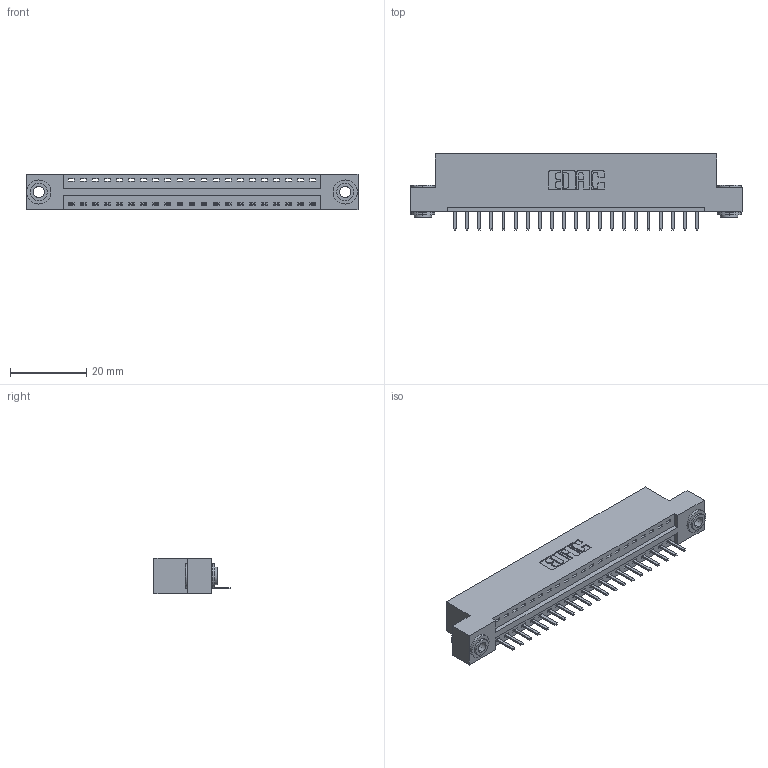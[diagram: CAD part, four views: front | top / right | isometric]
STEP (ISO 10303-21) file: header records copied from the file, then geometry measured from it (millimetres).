
FILE_DESCRIPTION (( 'STEP AP203' ), '1' );
FILE_NAME ('346-021-520-103.STEP', '2022-05-05T17:33:25', ( '' ), ( '' ), 'SwSTEP 2.0', 'SolidWorks 2020', '' );
FILE_SCHEMA (( 'CONFIG_CONTROL_DESIGN' ));
Length unit declared in the file: inch
Products named in the file (4): 345-250-002_345-250-002-102; 346-021-520-103; 346 Part_Flush Mounting Lugs - 0.156 Dia-TH; 345-292-001_345-293-120
Assembly tree (24 placements, depth 2):
  346-021-520-103
    346 Part_Flush Mounting Lugs - 0.156 Dia-TH
    345-292-001_345-293-120  x21
    345-250-002_345-250-002-102  x2
Bounding box: 87.25 x 20.02 x 9.4 mm (x, y, z)
Volume: 8147.9 mm3; surface area: 10007 mm2
Topology: 24 solids, 24 shells, 1476 faces, 4305 edges, 2810 vertices
Faces by surface type: plane 982, cylinder 486, cone 8
Entity records: 17040 total; most frequent: CARTESIAN_POINT 2920, ORIENTED_EDGE 2854, DIRECTION 2619, EDGE_CURVE 1427, VECTOR 1183, LINE 1183, VERTEX_POINT 946, AXIS2_PLACEMENT_3D 718
